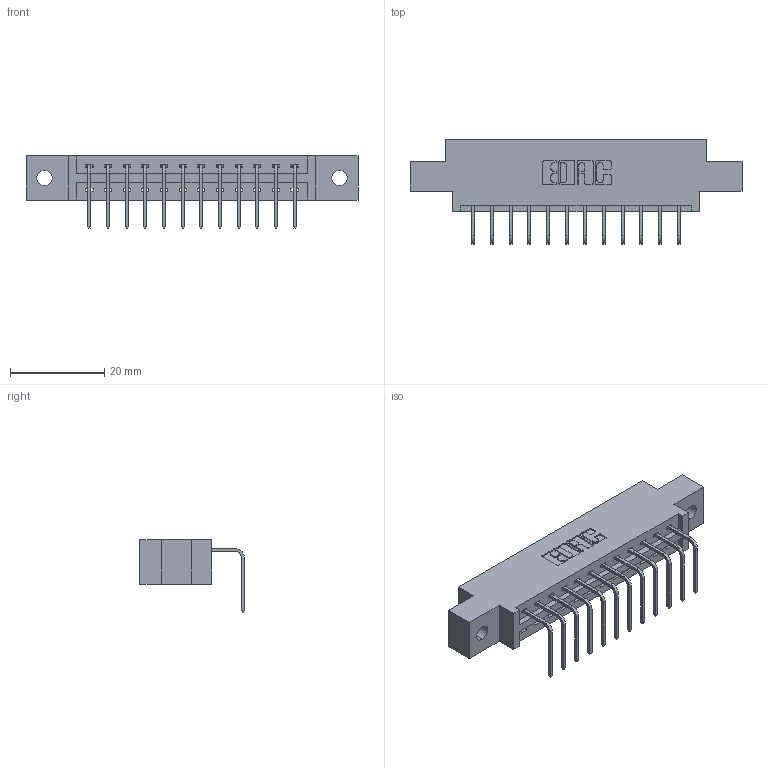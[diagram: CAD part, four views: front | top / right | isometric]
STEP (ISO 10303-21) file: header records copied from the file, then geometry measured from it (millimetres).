
FILE_DESCRIPTION (( 'STEP AP203' ), '1' );
FILE_NAME ('387-012-558-602.STEP', '2019-10-07T16:33:57', ( '' ), ( '' ), 'SwSTEP 2.0', 'SolidWorks 2016', '' );
FILE_SCHEMA (( 'CONFIG_CONTROL_DESIGN' ));
Length unit declared in the file: inch
Products named in the file (3): 345-292-001_558 Tail - 2; 337 Part_0.170 Offset - 0.128 Dia; 387-012-558-602
Assembly tree (13 placements, depth 2):
  387-012-558-602
    337 Part_0.170 Offset - 0.128 Dia
    345-292-001_558 Tail - 2  x12
Bounding box: 70.56 x 22.17 x 15.37 mm (x, y, z)
Volume: 6844 mm3; surface area: 6978 mm2
Topology: 13 solids, 13 shells, 886 faces, 2651 edges, 1750 vertices
Faces by surface type: plane 650, cylinder 236
Entity records: 13019 total; most frequent: CARTESIAN_POINT 2274, ORIENTED_EDGE 2222, DIRECTION 1975, EDGE_CURVE 1111, LINE 983, VECTOR 983, VERTEX_POINT 738, AXIS2_PLACEMENT_3D 496
